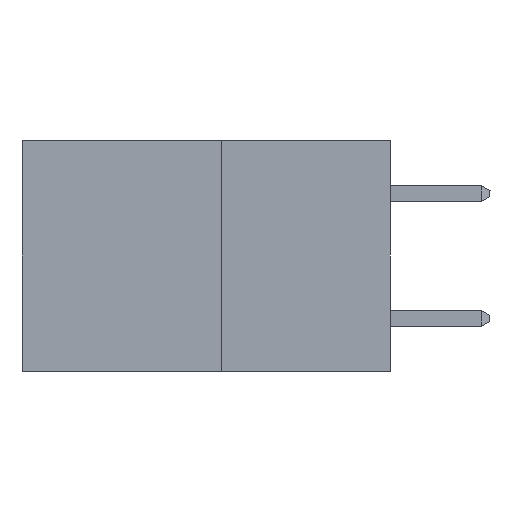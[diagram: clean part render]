
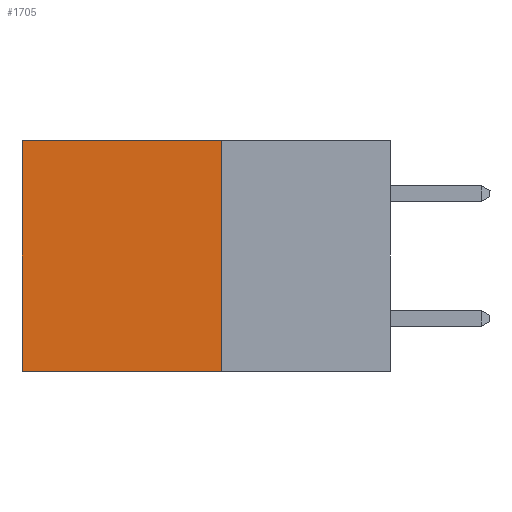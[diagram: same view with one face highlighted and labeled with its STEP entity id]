
A CAD part, left-side view. The second image highlights one B-rep face of the part: STEP entity #1705.
In plain terms, the highlighted planar face has unit normal (-1, 0, 0).
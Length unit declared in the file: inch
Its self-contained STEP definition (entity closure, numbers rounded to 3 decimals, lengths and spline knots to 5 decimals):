
#742 = VERTEX_POINT ( 'NONE', #18571 ) ;
#1705 = ADVANCED_FACE ( 'NONE', ( #3337 ), #7744, .F. ) ;
#2490 = ORIENTED_EDGE ( 'NONE', *, *, #7404, .T. ) ;
#2999 = ORIENTED_EDGE ( 'NONE', *, *, #18526, .T. ) ;
#3024 = CARTESIAN_POINT ( 'NONE',  ( 0.277, 0.59, -0.37 ) ) ;
#3337 = FACE_OUTER_BOUND ( 'NONE', #4342, .T. ) ;
#4342 = EDGE_LOOP ( 'NONE', ( #2490, #16195, #10533, #2999 ) ) ;
#4499 = CARTESIAN_POINT ( 'NONE',  ( 0.277, 0.27, 0. ) ) ;
#4969 = DIRECTION ( 'NONE',  ( 0., 0., -1. ) ) ;
#5310 = LINE ( 'NONE', #16541, #13031 ) ;
#5554 = CARTESIAN_POINT ( 'NONE',  ( 0.277, 0.27, -0.37 ) ) ;
#5574 = VECTOR ( 'NONE', #17801, 39.37008 ) ;
#5728 = AXIS2_PLACEMENT_3D ( 'NONE', #6111, #7679, #8349 ) ;
#6111 = CARTESIAN_POINT ( 'NONE',  ( 0.277, 0.27, -0.37 ) ) ;
#6166 = CARTESIAN_POINT ( 'NONE',  ( 0.277, 0.59, -0.37 ) ) ;
#6329 = VECTOR ( 'NONE', #4969, 39.37008 ) ;
#6501 = LINE ( 'NONE', #8025, #17772 ) ;
#7404 = EDGE_CURVE ( 'NONE', #17676, #8670, #18086, .T. ) ;
#7679 = DIRECTION ( 'NONE',  ( 1., 0., 0. ) ) ;
#7744 = PLANE ( 'NONE',  #5728 ) ;
#8025 = CARTESIAN_POINT ( 'NONE',  ( 0.277, 0.27, 0. ) ) ;
#8349 = DIRECTION ( 'NONE',  ( 0., 0., -1. ) ) ;
#8670 = VERTEX_POINT ( 'NONE', #3024 ) ;
#9276 = EDGE_CURVE ( 'NONE', #10098, #742, #5310, .T. ) ;
#10098 = VERTEX_POINT ( 'NONE', #4499 ) ;
#10471 = DIRECTION ( 'NONE',  ( 0., 0., -1. ) ) ;
#10533 = ORIENTED_EDGE ( 'NONE', *, *, #9276, .F. ) ;
#13031 = VECTOR ( 'NONE', #10471, 39.37008 ) ;
#14238 = DIRECTION ( 'NONE',  ( 0., 1., 0. ) ) ;
#16195 = ORIENTED_EDGE ( 'NONE', *, *, #18093, .F. ) ;
#16541 = CARTESIAN_POINT ( 'NONE',  ( 0.277, 0.27, -0.37 ) ) ;
#17676 = VERTEX_POINT ( 'NONE', #18353 ) ;
#17772 = VECTOR ( 'NONE', #14238, 39.37008 ) ;
#17788 = LINE ( 'NONE', #5554, #5574 ) ;
#17801 = DIRECTION ( 'NONE',  ( 0., 1., 0. ) ) ;
#18086 = LINE ( 'NONE', #6166, #6329 ) ;
#18093 = EDGE_CURVE ( 'NONE', #742, #8670, #17788, .T. ) ;
#18353 = CARTESIAN_POINT ( 'NONE',  ( 0.277, 0.59, 0. ) ) ;
#18526 = EDGE_CURVE ( 'NONE', #10098, #17676, #6501, .T. ) ;
#18571 = CARTESIAN_POINT ( 'NONE',  ( 0.277, 0.27, -0.37 ) ) ;
